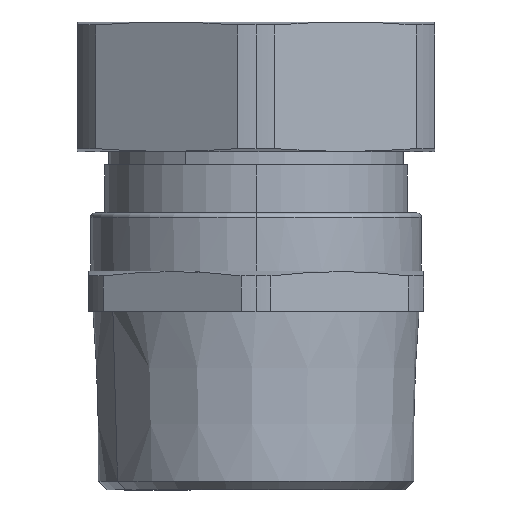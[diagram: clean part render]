
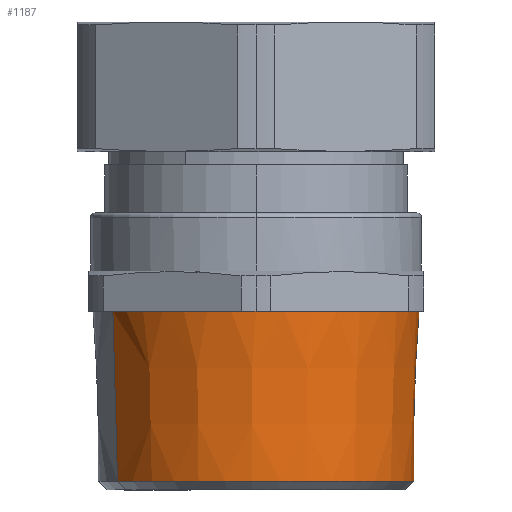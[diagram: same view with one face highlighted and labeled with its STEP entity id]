
A CAD part, front view. The second image highlights one B-rep face of the part: STEP entity #1187.
In plain terms, the highlighted conical face has half-angle 1.78 degrees and reference radius 35.257 mm.
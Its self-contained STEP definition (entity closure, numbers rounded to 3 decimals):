
#1018=AXIS2_PLACEMENT_3D('Circle Axis2P3D',#1016,#1017,$) ;
#1025=AXIS2_PLACEMENT_3D('Circle Axis2P3D',#1023,#1024,$) ;
#1159=AXIS2_PLACEMENT_3D('Cone Axis2P3D',#1156,#1157,#1158) ;
#1177=AXIS2_PLACEMENT_3D('Circle Axis2P3D',#1175,#1176,$) ;
#1011=CARTESIAN_POINT('Vertex',(7.968,26.501,40.)) ;
#1016=CARTESIAN_POINT('Axis2P3D Location',(40.,44.,40.)) ;
#1020=CARTESIAN_POINT('Vertex',(40.,7.5,40.)) ;
#1023=CARTESIAN_POINT('Axis2P3D Location',(40.,44.,40.)) ;
#1027=CARTESIAN_POINT('Vertex',(72.032,61.499,40.)) ;
#1156=CARTESIAN_POINT('Axis2P3D Location',(40.,44.,0.)) ;
#1161=CARTESIAN_POINT('Line Origine',(71.486,61.201,20.)) ;
#1165=CARTESIAN_POINT('Vertex',(70.995,60.933,1.999)) ;
#1168=CARTESIAN_POINT('Line Origine',(8.514,26.799,20.)) ;
#1172=CARTESIAN_POINT('Vertex',(9.005,27.067,1.999)) ;
#1175=CARTESIAN_POINT('Axis2P3D Location',(40.,44.,1.999)) ;
#1017=DIRECTION('Axis2P3D Direction',(0.,0.,-1.)) ;
#1024=DIRECTION('Axis2P3D Direction',(0.,0.,-1.)) ;
#1157=DIRECTION('Axis2P3D Direction',(0.,0.,1.)) ;
#1158=DIRECTION('Axis2P3D XDirection',(0.878,0.479,0.)) ;
#1162=DIRECTION('Vector Direction',(0.027,0.015,1.)) ;
#1169=DIRECTION('Vector Direction',(-0.027,-0.015,1.)) ;
#1176=DIRECTION('Axis2P3D Direction',(0.,0.,1.)) ;
#1163=VECTOR('Line Direction',#1162,1.) ;
#1170=VECTOR('Line Direction',#1169,1.) ;
#1181=ORIENTED_EDGE('',*,*,#1167,.T.) ;
#1182=ORIENTED_EDGE('',*,*,#1029,.T.) ;
#1183=ORIENTED_EDGE('',*,*,#1022,.T.) ;
#1184=ORIENTED_EDGE('',*,*,#1174,.F.) ;
#1185=ORIENTED_EDGE('',*,*,#1179,.T.) ;
#1187=ADVANCED_FACE('Body',(#1186),#1160,.T.) ;
#1019=CIRCLE('generated circle',#1018,36.5) ;
#1026=CIRCLE('generated circle',#1025,36.5) ;
#1178=CIRCLE('generated circle',#1177,35.319) ;
#1160=CONICAL_SURFACE('Cone',#1159,35.257,0.031) ;
#1022=EDGE_CURVE('',#1021,#1012,#1019,.T.) ;
#1029=EDGE_CURVE('',#1028,#1021,#1026,.T.) ;
#1167=EDGE_CURVE('',#1166,#1028,#1164,.T.) ;
#1174=EDGE_CURVE('',#1173,#1012,#1171,.T.) ;
#1179=EDGE_CURVE('',#1173,#1166,#1178,.T.) ;
#1180=EDGE_LOOP('',(#1181,#1182,#1183,#1184,#1185)) ;
#1186=FACE_OUTER_BOUND('',#1180,.T.) ;
#1164=LINE('Line',#1161,#1163) ;
#1171=LINE('Line',#1168,#1170) ;
#1012=VERTEX_POINT('',#1011) ;
#1021=VERTEX_POINT('',#1020) ;
#1028=VERTEX_POINT('',#1027) ;
#1166=VERTEX_POINT('',#1165) ;
#1173=VERTEX_POINT('',#1172) ;
